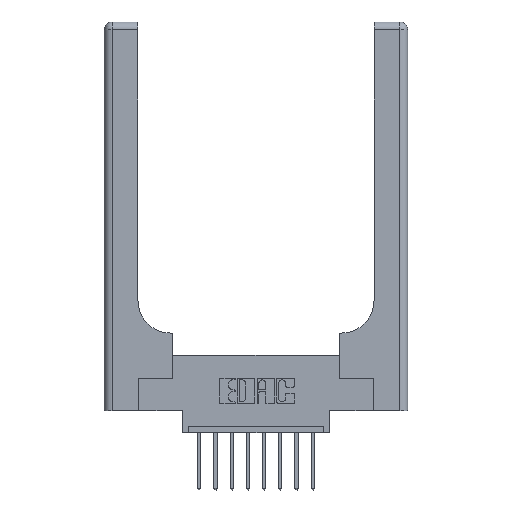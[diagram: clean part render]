
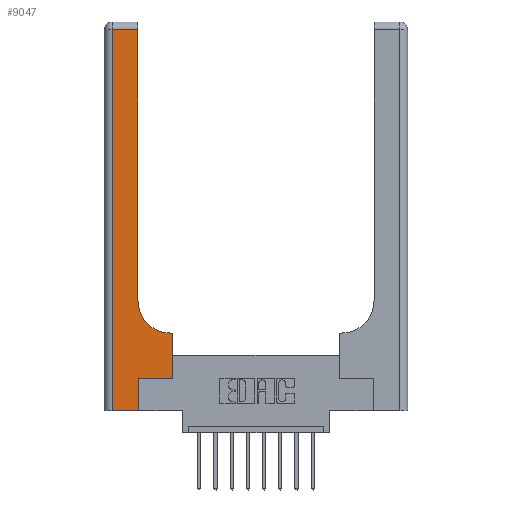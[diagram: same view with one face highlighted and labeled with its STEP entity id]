
A CAD part, top view. The second image highlights one B-rep face of the part: STEP entity #9047.
In plain terms, the highlighted planar face has unit normal (0, 0, 1).
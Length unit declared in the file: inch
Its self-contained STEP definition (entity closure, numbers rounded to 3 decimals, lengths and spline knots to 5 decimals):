
#574 = ORIENTED_EDGE ( 'NONE', *, *, #12498, .T. ) ;
#678 = CARTESIAN_POINT ( 'NONE',  ( 0., 0., 0.37 ) ) ;
#892 = DIRECTION ( 'NONE',  ( 0., 1., 0. ) ) ;
#1206 = LINE ( 'NONE', #10599, #3043 ) ;
#1419 = AXIS2_PLACEMENT_3D ( 'NONE', #2240, #6946, #7026 ) ;
#1854 = DIRECTION ( 'NONE',  ( 1., 0., 0. ) ) ;
#2059 = CARTESIAN_POINT ( 'NONE',  ( 0.265, 0., 0.37 ) ) ;
#2142 = CARTESIAN_POINT ( 'NONE',  ( 0.06, 3., 0.37 ) ) ;
#2240 = CARTESIAN_POINT ( 'NONE',  ( 0., 3., 0.37 ) ) ;
#2313 = VECTOR ( 'NONE', #8146, 39.37008 ) ;
#2991 = CARTESIAN_POINT ( 'NONE',  ( 0.06, 0., 0.37 ) ) ;
#3043 = VECTOR ( 'NONE', #12791, 39.37008 ) ;
#3614 = DIRECTION ( 'NONE',  ( 0., 1., 0. ) ) ;
#3820 = CARTESIAN_POINT ( 'NONE',  ( 0.26, 3., 0.37 ) ) ;
#4248 = EDGE_CURVE ( 'NONE', #6352, #8516, #4408, .T. ) ;
#4408 = LINE ( 'NONE', #2142, #2313 ) ;
#4415 = LINE ( 'NONE', #678, #14849 ) ;
#4433 = VERTEX_POINT ( 'NONE', #9912 ) ;
#4515 = ORIENTED_EDGE ( 'NONE', *, *, #7405, .T. ) ;
#4545 = EDGE_CURVE ( 'NONE', #7006, #11399, #11506, .T. ) ;
#4813 = DIRECTION ( 'NONE',  ( 1., 0., 0. ) ) ;
#4903 = DIRECTION ( 'NONE',  ( 0., 1., 0. ) ) ;
#5810 = CARTESIAN_POINT ( 'NONE',  ( 0.528, 0.25, 0.37 ) ) ;
#5932 = ORIENTED_EDGE ( 'NONE', *, *, #10918, .T. ) ;
#5939 = CARTESIAN_POINT ( 'NONE',  ( 0.265, 0.25, 0.37 ) ) ;
#6022 = DIRECTION ( 'NONE',  ( 0., 0., -1. ) ) ;
#6152 = ORIENTED_EDGE ( 'NONE', *, *, #10091, .T. ) ;
#6166 = CARTESIAN_POINT ( 'NONE',  ( 0.51, 0.85, 0.37 ) ) ;
#6253 = EDGE_CURVE ( 'NONE', #13444, #7006, #11391, .T. ) ;
#6352 = VERTEX_POINT ( 'NONE', #15124 ) ;
#6391 = ORIENTED_EDGE ( 'NONE', *, *, #9411, .T. ) ;
#6448 = CARTESIAN_POINT ( 'NONE',  ( 0.26, 2.94, 0.37 ) ) ;
#6946 = DIRECTION ( 'NONE',  ( 0., 0., -1. ) ) ;
#7006 = VERTEX_POINT ( 'NONE', #5810 ) ;
#7026 = DIRECTION ( 'NONE',  ( -1., 0., 0. ) ) ;
#7104 = LINE ( 'NONE', #3820, #14266 ) ;
#7405 = EDGE_CURVE ( 'NONE', #11399, #11450, #11283, .T. ) ;
#7562 = EDGE_LOOP ( 'NONE', ( #15213, #6152, #14190, #6391, #574, #13014, #12455, #4515, #5932 ) ) ;
#7636 = VECTOR ( 'NONE', #8751, 39.37008 ) ;
#7970 = CARTESIAN_POINT ( 'NONE',  ( 0.265, 0., 0.37 ) ) ;
#8146 = DIRECTION ( 'NONE',  ( 0., -1., 0. ) ) ;
#8516 = VERTEX_POINT ( 'NONE', #2991 ) ;
#8679 = CARTESIAN_POINT ( 'NONE',  ( 0.528, 0.6, 0.37 ) ) ;
#8751 = DIRECTION ( 'NONE',  ( -1., 0., 0. ) ) ;
#9047 = ADVANCED_FACE ( 'NONE', ( #13853 ), #10409, .F. ) ;
#9089 = EDGE_CURVE ( 'NONE', #4433, #11374, #7104, .T. ) ;
#9411 = EDGE_CURVE ( 'NONE', #8516, #13817, #4415, .T. ) ;
#9912 = CARTESIAN_POINT ( 'NONE',  ( 0.26, 0.85, 0.37 ) ) ;
#10091 = EDGE_CURVE ( 'NONE', #11374, #6352, #1206, .T. ) ;
#10170 = VECTOR ( 'NONE', #892, 39.37008 ) ;
#10364 = CIRCLE ( 'NONE', #11109, 0.25 ) ;
#10409 = PLANE ( 'NONE',  #1419 ) ;
#10599 = CARTESIAN_POINT ( 'NONE',  ( 0., 2.94, 0.37 ) ) ;
#10733 = CARTESIAN_POINT ( 'NONE',  ( 0.528, 0.25, 0.37 ) ) ;
#10839 = VECTOR ( 'NONE', #1854, 39.37008 ) ;
#10918 = EDGE_CURVE ( 'NONE', #11450, #4433, #10364, .T. ) ;
#11058 = CARTESIAN_POINT ( 'NONE',  ( 0.51, 0.6, 0.37 ) ) ;
#11109 = AXIS2_PLACEMENT_3D ( 'NONE', #6166, #6022, #4813 ) ;
#11164 = VECTOR ( 'NONE', #3614, 39.37008 ) ;
#11283 = LINE ( 'NONE', #14665, #7636 ) ;
#11374 = VERTEX_POINT ( 'NONE', #6448 ) ;
#11391 = LINE ( 'NONE', #13542, #10839 ) ;
#11399 = VERTEX_POINT ( 'NONE', #8679 ) ;
#11450 = VERTEX_POINT ( 'NONE', #11058 ) ;
#11506 = LINE ( 'NONE', #10733, #11164 ) ;
#12455 = ORIENTED_EDGE ( 'NONE', *, *, #4545, .T. ) ;
#12498 = EDGE_CURVE ( 'NONE', #13817, #13444, #12641, .T. ) ;
#12504 = DIRECTION ( 'NONE',  ( 1., 0., 0. ) ) ;
#12641 = LINE ( 'NONE', #2059, #10170 ) ;
#12791 = DIRECTION ( 'NONE',  ( -1., 0., 0. ) ) ;
#13014 = ORIENTED_EDGE ( 'NONE', *, *, #6253, .T. ) ;
#13444 = VERTEX_POINT ( 'NONE', #5939 ) ;
#13542 = CARTESIAN_POINT ( 'NONE',  ( 0.265, 0.25, 0.37 ) ) ;
#13817 = VERTEX_POINT ( 'NONE', #7970 ) ;
#13853 = FACE_OUTER_BOUND ( 'NONE', #7562, .T. ) ;
#14190 = ORIENTED_EDGE ( 'NONE', *, *, #4248, .T. ) ;
#14266 = VECTOR ( 'NONE', #4903, 39.37008 ) ;
#14665 = CARTESIAN_POINT ( 'NONE',  ( 0.26, 0.6, 0.37 ) ) ;
#14849 = VECTOR ( 'NONE', #12504, 39.37008 ) ;
#15124 = CARTESIAN_POINT ( 'NONE',  ( 0.06, 2.94, 0.37 ) ) ;
#15213 = ORIENTED_EDGE ( 'NONE', *, *, #9089, .T. ) ;
